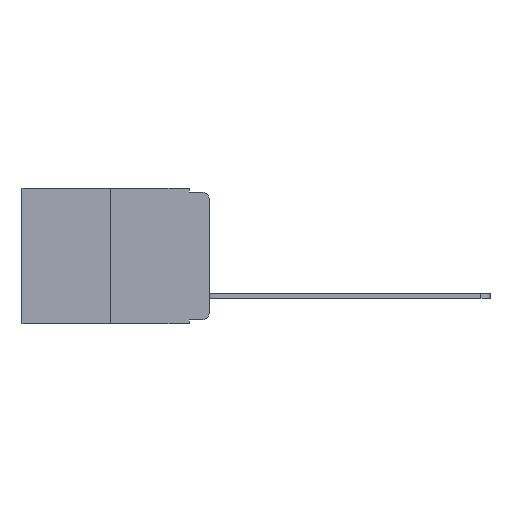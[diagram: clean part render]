
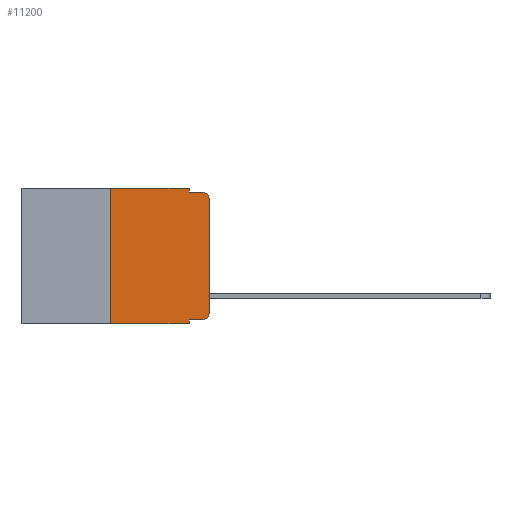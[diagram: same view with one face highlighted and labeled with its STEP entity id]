
A CAD part, left-side view. The second image highlights one B-rep face of the part: STEP entity #11200.
In plain terms, the highlighted planar face has unit normal (-1, 0, 0).
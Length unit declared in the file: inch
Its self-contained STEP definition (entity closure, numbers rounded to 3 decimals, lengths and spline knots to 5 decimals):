
#336 = VERTEX_POINT ( 'NONE', #8806 ) ;
#1520 = VECTOR ( 'NONE', #8064, 39.37008 ) ;
#2140 = VERTEX_POINT ( 'NONE', #10614 ) ;
#2341 = EDGE_CURVE ( 'NONE', #2491, #2852, #3672, .T. ) ;
#2485 = DIRECTION ( 'NONE',  ( 0., -1., 0. ) ) ;
#2491 = VERTEX_POINT ( 'NONE', #4092 ) ;
#2852 = VERTEX_POINT ( 'NONE', #18125 ) ;
#3030 = CARTESIAN_POINT ( 'NONE',  ( 0., 0.25, 0. ) ) ;
#3273 = DIRECTION ( 'NONE',  ( 0., -1., 0. ) ) ;
#3366 = EDGE_CURVE ( 'NONE', #2852, #13703, #6476, .T. ) ;
#3672 = LINE ( 'NONE', #10926, #5792 ) ;
#3777 = CIRCLE ( 'NONE', #10160, 0.02 ) ;
#3826 = CARTESIAN_POINT ( 'NONE',  ( 0., 0.02, -0.01 ) ) ;
#4092 = CARTESIAN_POINT ( 'NONE',  ( 0., 0.051, 0. ) ) ;
#4137 = DIRECTION ( 'NONE',  ( 0., -1., 0. ) ) ;
#4340 = EDGE_CURVE ( 'NONE', #8203, #13703, #12600, .T. ) ;
#4645 = CARTESIAN_POINT ( 'NONE',  ( 0., 0.051, -0.333 ) ) ;
#4680 = VERTEX_POINT ( 'NONE', #5511 ) ;
#5332 = EDGE_CURVE ( 'NONE', #8683, #8203, #17794, .T. ) ;
#5511 = CARTESIAN_POINT ( 'NONE',  ( 0., 0.051, -0.333 ) ) ;
#5515 = LINE ( 'NONE', #17996, #1520 ) ;
#5629 = CARTESIAN_POINT ( 'NONE',  ( 0., 0., 0. ) ) ;
#5792 = VECTOR ( 'NONE', #8963, 39.37008 ) ;
#5934 = CARTESIAN_POINT ( 'NONE',  ( 0., 0., -0.313 ) ) ;
#6163 = ORIENTED_EDGE ( 'NONE', *, *, #14541, .F. ) ;
#6299 = CARTESIAN_POINT ( 'NONE',  ( 0., 0.02, -0.03 ) ) ;
#6378 = VECTOR ( 'NONE', #7179, 39.37008 ) ;
#6476 = LINE ( 'NONE', #11962, #13756 ) ;
#7179 = DIRECTION ( 'NONE',  ( 0., 0., 1. ) ) ;
#7662 = CARTESIAN_POINT ( 'NONE',  ( 0., 0.473, 0. ) ) ;
#7776 = EDGE_CURVE ( 'NONE', #336, #8683, #3777, .T. ) ;
#7804 = DIRECTION ( 'NONE',  ( 0., 0., -1. ) ) ;
#8064 = DIRECTION ( 'NONE',  ( 0., 0., -1. ) ) ;
#8136 = DIRECTION ( 'NONE',  ( -1., 0., 0. ) ) ;
#8203 = VERTEX_POINT ( 'NONE', #16411 ) ;
#8256 = LINE ( 'NONE', #12995, #11679 ) ;
#8673 = AXIS2_PLACEMENT_3D ( 'NONE', #6299, #16354, #7804 ) ;
#8683 = VERTEX_POINT ( 'NONE', #5934 ) ;
#8783 = EDGE_CURVE ( 'NONE', #4680, #336, #16038, .T. ) ;
#8806 = CARTESIAN_POINT ( 'NONE',  ( 0., 0.02, -0.333 ) ) ;
#8963 = DIRECTION ( 'NONE',  ( 0., 0., -1. ) ) ;
#9154 = DIRECTION ( 'NONE',  ( 0., 0., -1. ) ) ;
#9195 = ORIENTED_EDGE ( 'NONE', *, *, #2341, .F. ) ;
#9411 = ORIENTED_EDGE ( 'NONE', *, *, #4340, .T. ) ;
#9590 = VECTOR ( 'NONE', #16148, 39.37008 ) ;
#9708 = AXIS2_PLACEMENT_3D ( 'NONE', #7662, #17621, #9154 ) ;
#10160 = AXIS2_PLACEMENT_3D ( 'NONE', #16678, #8136, #18061 ) ;
#10614 = CARTESIAN_POINT ( 'NONE',  ( 0., 0.25, -0.343 ) ) ;
#10718 = EDGE_CURVE ( 'NONE', #4680, #14668, #5515, .T. ) ;
#10926 = CARTESIAN_POINT ( 'NONE',  ( 0., 0.051, 0. ) ) ;
#11006 = ORIENTED_EDGE ( 'NONE', *, *, #7776, .T. ) ;
#11200 = ADVANCED_FACE ( 'NONE', ( #15729 ), #13424, .F. ) ;
#11408 = CARTESIAN_POINT ( 'NONE',  ( 0., 0.473, 0. ) ) ;
#11679 = VECTOR ( 'NONE', #4137, 39.37008 ) ;
#11919 = ORIENTED_EDGE ( 'NONE', *, *, #5332, .T. ) ;
#11962 = CARTESIAN_POINT ( 'NONE',  ( 0., 0.051, -0.01 ) ) ;
#12600 = CIRCLE ( 'NONE', #8673, 0.02 ) ;
#12995 = CARTESIAN_POINT ( 'NONE',  ( 0., 0.473, -0.343 ) ) ;
#13138 = EDGE_CURVE ( 'NONE', #17454, #2491, #17197, .T. ) ;
#13424 = PLANE ( 'NONE',  #9708 ) ;
#13477 = DIRECTION ( 'NONE',  ( 0., -1., 0. ) ) ;
#13640 = VECTOR ( 'NONE', #13477, 39.37008 ) ;
#13703 = VERTEX_POINT ( 'NONE', #3826 ) ;
#13756 = VECTOR ( 'NONE', #3273, 39.37008 ) ;
#13843 = EDGE_CURVE ( 'NONE', #2140, #14668, #8256, .T. ) ;
#13890 = VECTOR ( 'NONE', #2485, 39.37008 ) ;
#13911 = ORIENTED_EDGE ( 'NONE', *, *, #13843, .T. ) ;
#14351 = ORIENTED_EDGE ( 'NONE', *, *, #8783, .T. ) ;
#14541 = EDGE_CURVE ( 'NONE', #2140, #17454, #17985, .T. ) ;
#14668 = VERTEX_POINT ( 'NONE', #15069 ) ;
#15069 = CARTESIAN_POINT ( 'NONE',  ( 0., 0.051, -0.343 ) ) ;
#15729 = FACE_OUTER_BOUND ( 'NONE', #16399, .T. ) ;
#16038 = LINE ( 'NONE', #4645, #13640 ) ;
#16148 = DIRECTION ( 'NONE',  ( 0., 0., 1. ) ) ;
#16296 = ORIENTED_EDGE ( 'NONE', *, *, #3366, .F. ) ;
#16354 = DIRECTION ( 'NONE',  ( -1., 0., 0. ) ) ;
#16399 = EDGE_LOOP ( 'NONE', ( #11919, #9411, #16296, #9195, #17152, #6163, #13911, #17600, #14351, #11006 ) ) ;
#16411 = CARTESIAN_POINT ( 'NONE',  ( 0., 0., -0.03 ) ) ;
#16678 = CARTESIAN_POINT ( 'NONE',  ( 0., 0.02, -0.313 ) ) ;
#17152 = ORIENTED_EDGE ( 'NONE', *, *, #13138, .F. ) ;
#17197 = LINE ( 'NONE', #11408, #13890 ) ;
#17454 = VERTEX_POINT ( 'NONE', #17693 ) ;
#17600 = ORIENTED_EDGE ( 'NONE', *, *, #10718, .F. ) ;
#17621 = DIRECTION ( 'NONE',  ( 1., 0., 0. ) ) ;
#17693 = CARTESIAN_POINT ( 'NONE',  ( 0., 0.25, 0. ) ) ;
#17794 = LINE ( 'NONE', #5629, #6378 ) ;
#17985 = LINE ( 'NONE', #3030, #9590 ) ;
#17996 = CARTESIAN_POINT ( 'NONE',  ( 0., 0.051, 0. ) ) ;
#18061 = DIRECTION ( 'NONE',  ( 0., 0., -1. ) ) ;
#18125 = CARTESIAN_POINT ( 'NONE',  ( 0., 0.051, -0.01 ) ) ;
